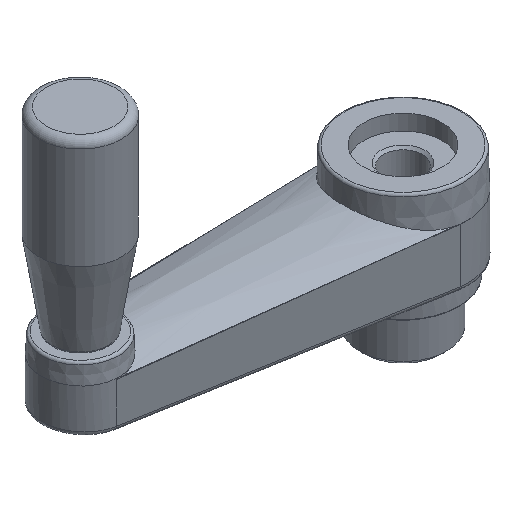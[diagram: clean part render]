
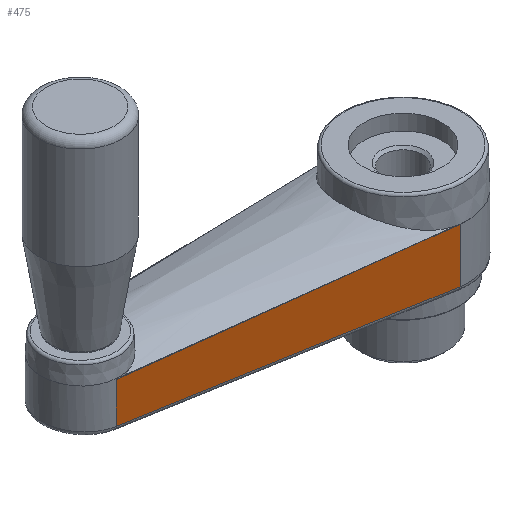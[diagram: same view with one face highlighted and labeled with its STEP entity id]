
A CAD part, isometric view. The second image highlights one B-rep face of the part: STEP entity #475.
In plain terms, the highlighted planar face has unit normal (-0.07, -0.998, 0).
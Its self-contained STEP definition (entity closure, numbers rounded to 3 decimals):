
#475 = ADVANCED_FACE( '', ( #990 ), #991, .F. );
#990 = FACE_OUTER_BOUND( '', #1823, .T. );
#991 = PLANE( '', #1824 );
#1823 = EDGE_LOOP( '', ( #3301, #3302, #3303, #3304 ) );
#1824 = AXIS2_PLACEMENT_3D( '', #3305, #3306, #3307 );
#3301 = ORIENTED_EDGE( '', *, *, #3770, .T. );
#3302 = ORIENTED_EDGE( '', *, *, #3441, .T. );
#3303 = ORIENTED_EDGE( '', *, *, #3619, .F. );
#3304 = ORIENTED_EDGE( '', *, *, #3752, .T. );
#3305 = CARTESIAN_POINT( '', ( -66.911, -7.98, 23. ) );
#3306 = DIRECTION( '', ( 0.07, 0.998, 0. ) );
#3307 = DIRECTION( '', ( -0.998, 0.07, 0. ) );
#3441 = EDGE_CURVE( '', #4026, #4024, #4027, .F. );
#3619 = EDGE_CURVE( '', #4300, #4024, #4301, .T. );
#3752 = EDGE_CURVE( '', #4300, #4472, #4474, .T. );
#3770 = EDGE_CURVE( '', #4472, #4026, #4497, .T. );
#4024 = VERTEX_POINT( '', #4924 );
#4026 = VERTEX_POINT( '', #4926 );
#4027 = LINE( '', #4927, #4928 );
#4300 = VERTEX_POINT( '', #5316 );
#4301 = LINE( '', #5317, #5318 );
#4472 = VERTEX_POINT( '', #5531 );
#4474 = LINE( '', #5533, #5534 );
#4497 = LINE( '', #5563, #5564 );
#4924 = CARTESIAN_POINT( '', ( -0.887, -12.619, 4.696 ) );
#4926 = CARTESIAN_POINT( '', ( -66.911, -7.98, 10.539 ) );
#4927 = CARTESIAN_POINT( '', ( -0.799, -12.625, 4.688 ) );
#4928 = VECTOR( '', #5750, 1000. );
#5316 = CARTESIAN_POINT( '', ( -0.887, -12.619, 15.822 ) );
#5317 = CARTESIAN_POINT( '', ( -0.887, -12.619, 23. ) );
#5318 = VECTOR( '', #5946, 1000. );
#5531 = CARTESIAN_POINT( '', ( -66.911, -7.98, 18.858 ) );
#5533 = CARTESIAN_POINT( '', ( -67.1, -7.967, 18.867 ) );
#5534 = VECTOR( '', #6109, 1000. );
#5563 = CARTESIAN_POINT( '', ( -66.911, -7.98, 23. ) );
#5564 = VECTOR( '', #6128, 1000. );
#5750 = DIRECTION( '', ( -0.994, 0.07, 0.088 ) );
#5946 = DIRECTION( '', ( 0., 0., -1. ) );
#6109 = DIRECTION( '', ( -0.996, 0.07, 0.046 ) );
#6128 = DIRECTION( '', ( 0., 0., -1. ) );
